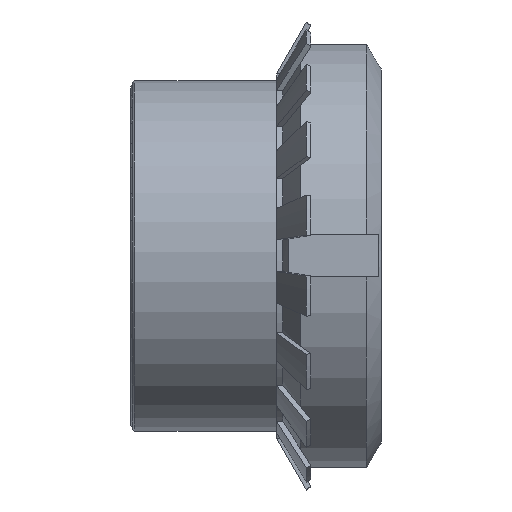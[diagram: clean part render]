
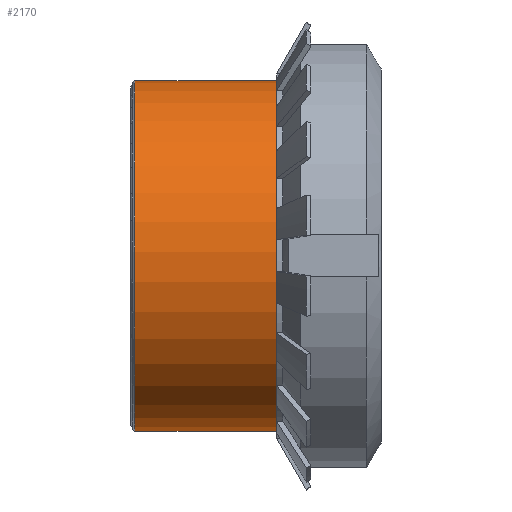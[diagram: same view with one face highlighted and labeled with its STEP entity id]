
A CAD part, top view. The second image highlights one B-rep face of the part: STEP entity #2170.
In plain terms, the highlighted cylindrical face has radius 35 mm (diameter 70 mm), a partial arc.
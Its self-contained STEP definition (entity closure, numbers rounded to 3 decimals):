
#32=CYLINDRICAL_SURFACE('',#2409,35.);
#151=CIRCLE('',#2401,35.);
#155=CIRCLE('',#2408,35.);
#415=ORIENTED_EDGE('',*,*,#989,.F.);
#416=ORIENTED_EDGE('',*,*,#991,.T.);
#417=ORIENTED_EDGE('',*,*,#978,.T.);
#418=ORIENTED_EDGE('',*,*,#992,.T.);
#978=EDGE_CURVE('',#1282,#1283,#151,.T.);
#989=EDGE_CURVE('',#1290,#1291,#155,.T.);
#991=EDGE_CURVE('',#1290,#1282,#1467,.F.);
#992=EDGE_CURVE('',#1283,#1291,#1468,.T.);
#1282=VERTEX_POINT('',#3547);
#1283=VERTEX_POINT('',#3548);
#1290=VERTEX_POINT('',#3578);
#1291=VERTEX_POINT('',#3580);
#1467=LINE('',#3587,#1641);
#1468=LINE('',#3588,#1642);
#1641=VECTOR('',#2763,1000.);
#1642=VECTOR('',#2764,1000.);
#1830=EDGE_LOOP('',(#415,#416,#417,#418));
#1974=FACE_BOUND('',#1830,.T.);
#2170=ADVANCED_FACE('',(#1974),#32,.T.);
#2401=AXIS2_PLACEMENT_3D('',#3546,#2741,#2742);
#2408=AXIS2_PLACEMENT_3D('',#3579,#2759,#2760);
#2409=AXIS2_PLACEMENT_3D('',#3586,#2761,#2762);
#2741=DIRECTION('',(1.,0.,0.));
#2742=DIRECTION('',(0.,0.,-1.));
#2759=DIRECTION('',(1.,0.,0.));
#2760=DIRECTION('',(0.,0.,-1.));
#2761=DIRECTION('',(1.,0.,0.));
#2762=DIRECTION('',(0.,0.,-1.));
#2763=DIRECTION('',(1.,0.,0.));
#2764=DIRECTION('',(1.,0.,0.));
#3546=CARTESIAN_POINT('',(20.9,0.,0.));
#3547=CARTESIAN_POINT('',(20.9,34.972,1.4));
#3548=CARTESIAN_POINT('',(20.9,34.972,-1.4));
#3578=CARTESIAN_POINT('',(49.21,34.972,1.4));
#3579=CARTESIAN_POINT('',(49.21,0.,0.));
#3580=CARTESIAN_POINT('',(49.21,34.972,-1.4));
#3586=CARTESIAN_POINT('',(50.,0.,0.));
#3587=CARTESIAN_POINT('',(50.,34.972,1.4));
#3588=CARTESIAN_POINT('',(50.,34.972,-1.4));
